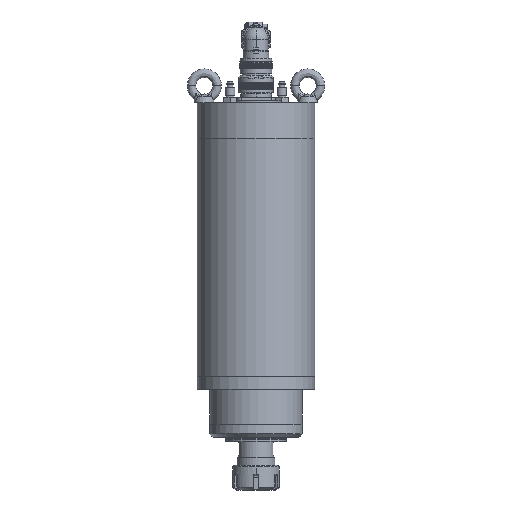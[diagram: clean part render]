
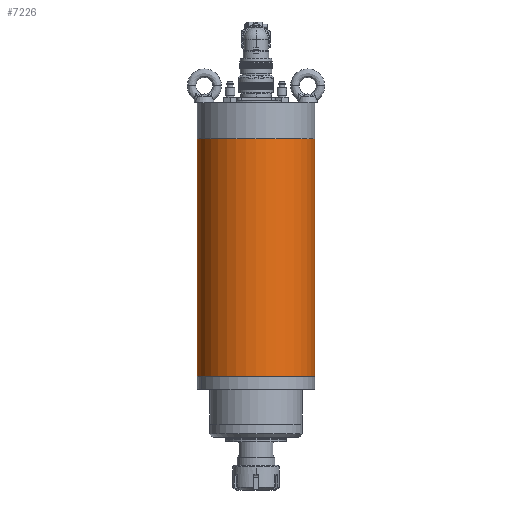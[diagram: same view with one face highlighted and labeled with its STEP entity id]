
A CAD part, front view. The second image highlights one B-rep face of the part: STEP entity #7226.
In plain terms, the highlighted cylindrical face has radius 62.5 mm (diameter 125 mm), a partial arc.
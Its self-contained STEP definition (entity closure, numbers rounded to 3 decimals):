
#5 = CARTESIAN_POINT ( 'NONE',  ( 0., 0., 0. ) ) ;
#2372 = DIRECTION ( 'NONE',  ( 0., 0., -1. ) ) ;
#2744 = CARTESIAN_POINT ( 'NONE',  ( 62.5, 0., 253. ) ) ;
#3537 = EDGE_CURVE ( 'NONE', #53446, #63384, #55016, .T. ) ;
#5451 = CARTESIAN_POINT ( 'NONE',  ( -62.5, 0., 253. ) ) ;
#7226 = ADVANCED_FACE ( 'NONE', ( #14769 ), #59688, .T. ) ;
#7514 = ORIENTED_EDGE ( 'NONE', *, *, #15258, .T. ) ;
#11456 = CARTESIAN_POINT ( 'NONE',  ( -62.5, 0., 0. ) ) ;
#14194 = CIRCLE ( 'NONE', #17400, 62.5 ) ;
#14769 = FACE_OUTER_BOUND ( 'NONE', #25762, .T. ) ;
#15258 = EDGE_CURVE ( 'NONE', #53446, #42078, #14194, .T. ) ;
#15812 = AXIS2_PLACEMENT_3D ( 'NONE', #54611, #2372, #38627 ) ;
#16036 = AXIS2_PLACEMENT_3D ( 'NONE', #5, #41744, #31651 ) ;
#17400 = AXIS2_PLACEMENT_3D ( 'NONE', #19144, #24844, #34640 ) ;
#17844 = DIRECTION ( 'NONE',  ( 0., 0., -1. ) ) ;
#19144 = CARTESIAN_POINT ( 'NONE',  ( 0., 0., 253. ) ) ;
#22099 = ORIENTED_EDGE ( 'NONE', *, *, #57709, .T. ) ;
#23328 = LINE ( 'NONE', #49203, #30636 ) ;
#24844 = DIRECTION ( 'NONE',  ( 0., 0., -1. ) ) ;
#25762 = EDGE_LOOP ( 'NONE', ( #64598, #7514, #22099, #41485 ) ) ;
#28075 = CARTESIAN_POINT ( 'NONE',  ( 62.5, 0., 0. ) ) ;
#30636 = VECTOR ( 'NONE', #17844, 1000. ) ;
#31651 = DIRECTION ( 'NONE',  ( -1., 0., 0. ) ) ;
#34640 = DIRECTION ( 'NONE',  ( -1., 0., 0. ) ) ;
#35450 = VERTEX_POINT ( 'NONE', #11456 ) ;
#38627 = DIRECTION ( 'NONE',  ( -1., 0., 0. ) ) ;
#40754 = CARTESIAN_POINT ( 'NONE',  ( 62.5, 0., 253. ) ) ;
#41485 = ORIENTED_EDGE ( 'NONE', *, *, #55221, .T. ) ;
#41744 = DIRECTION ( 'NONE',  ( 0., 0., 1. ) ) ;
#42078 = VERTEX_POINT ( 'NONE', #5451 ) ;
#43542 = VECTOR ( 'NONE', #60024, 1000. ) ;
#49203 = CARTESIAN_POINT ( 'NONE',  ( -62.5, 0., 253. ) ) ;
#49358 = CIRCLE ( 'NONE', #16036, 62.5 ) ;
#53446 = VERTEX_POINT ( 'NONE', #40754 ) ;
#54611 = CARTESIAN_POINT ( 'NONE',  ( 0., 0., 253. ) ) ;
#55016 = LINE ( 'NONE', #2744, #43542 ) ;
#55221 = EDGE_CURVE ( 'NONE', #35450, #63384, #49358, .T. ) ;
#57709 = EDGE_CURVE ( 'NONE', #42078, #35450, #23328, .T. ) ;
#59688 = CYLINDRICAL_SURFACE ( 'NONE', #15812, 62.5 ) ;
#60024 = DIRECTION ( 'NONE',  ( 0., 0., -1. ) ) ;
#63384 = VERTEX_POINT ( 'NONE', #28075 ) ;
#64598 = ORIENTED_EDGE ( 'NONE', *, *, #3537, .F. ) ;
